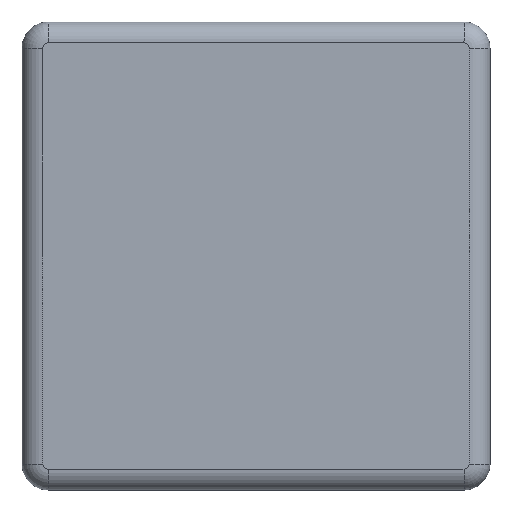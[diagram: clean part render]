
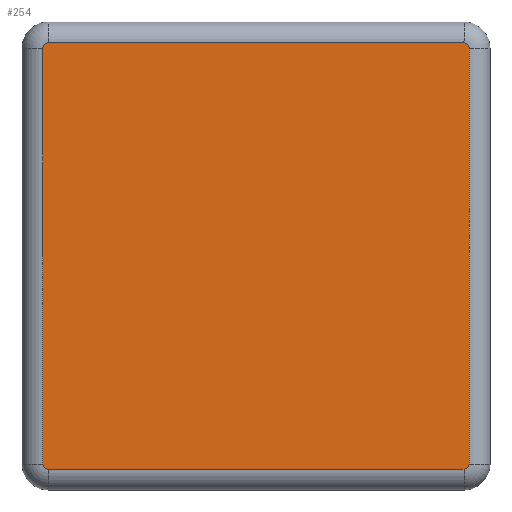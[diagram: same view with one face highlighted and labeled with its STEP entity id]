
A CAD part, front view. The second image highlights one B-rep face of the part: STEP entity #254.
In plain terms, the highlighted planar face has unit normal (0, -1, 0).
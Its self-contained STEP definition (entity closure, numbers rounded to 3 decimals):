
#209 = VERTEX_POINT ( 'NONE', #942 ) ;
#253 = VERTEX_POINT ( 'NONE', #1037 ) ;
#254 = ADVANCED_FACE ( 'NONE', ( #1040 ), #1032, .T. ) ;
#255 = VERTEX_POINT ( 'NONE', #1038 ) ;
#256 = VERTEX_POINT ( 'NONE', #1028 ) ;
#257 = VERTEX_POINT ( 'NONE', #994 ) ;
#258 = VERTEX_POINT ( 'NONE', #1031 ) ;
#259 = EDGE_CURVE ( 'NONE', #279, #256, #1029, .T. ) ;
#260 = ORIENTED_EDGE ( 'NONE', *, *, #266, .F. ) ;
#263 = EDGE_CURVE ( 'NONE', #255, #209, #1078, .T. ) ;
#264 = VERTEX_POINT ( 'NONE', #1079 ) ;
#266 = EDGE_CURVE ( 'NONE', #255, #256, #1026, .T. ) ;
#269 = ORIENTED_EDGE ( 'NONE', *, *, #273, .F. ) ;
#271 = ORIENTED_EDGE ( 'NONE', *, *, #278, .T. ) ;
#272 = EDGE_CURVE ( 'NONE', #253, #258, #1063, .T. ) ;
#273 = EDGE_CURVE ( 'NONE', #253, #264, #1068, .T. ) ;
#274 = EDGE_LOOP ( 'NONE', ( #260, #282, #276, #271, #269, #275, #288, #286 ) ) ;
#275 = ORIENTED_EDGE ( 'NONE', *, *, #272, .T. ) ;
#276 = ORIENTED_EDGE ( 'NONE', *, *, #277, .F. ) ;
#277 = EDGE_CURVE ( 'NONE', #257, #209, #1055, .T. ) ;
#278 = EDGE_CURVE ( 'NONE', #257, #264, #1057, .T. ) ;
#279 = VERTEX_POINT ( 'NONE', #1111 ) ;
#280 = EDGE_CURVE ( 'NONE', #279, #258, #1104, .T. ) ;
#282 = ORIENTED_EDGE ( 'NONE', *, *, #263, .T. ) ;
#286 = ORIENTED_EDGE ( 'NONE', *, *, #259, .T. ) ;
#288 = ORIENTED_EDGE ( 'NONE', *, *, #280, .F. ) ;
#942 = CARTESIAN_POINT ( 'NONE',  ( -20., 0., 20.5 ) ) ;
#994 = CARTESIAN_POINT ( 'NONE',  ( -20.5, 0., 20. ) ) ;
#1004 = AXIS2_PLACEMENT_3D ( 'NONE', #1046, #1045, #1036 ) ;
#1022 = DIRECTION ( 'NONE',  ( 0., 0., 1. ) ) ;
#1023 = VECTOR ( 'NONE', #1022, 1000. ) ;
#1024 = CARTESIAN_POINT ( 'NONE',  ( -20., 0., -20. ) ) ;
#1026 = CIRCLE ( 'NONE', #1073, 0.5 ) ;
#1028 = CARTESIAN_POINT ( 'NONE',  ( 20.5, 0., 20. ) ) ;
#1029 = LINE ( 'NONE', #1051, #1023 ) ;
#1030 = AXIS2_PLACEMENT_3D ( 'NONE', #1024, #1074, #1056 ) ;
#1031 = CARTESIAN_POINT ( 'NONE',  ( 20., 0., -20.5 ) ) ;
#1032 = PLANE ( 'NONE',  #1004 ) ;
#1036 = DIRECTION ( 'NONE',  ( 0., 0., -1. ) ) ;
#1037 = CARTESIAN_POINT ( 'NONE',  ( -20., 0., -20.5 ) ) ;
#1038 = CARTESIAN_POINT ( 'NONE',  ( 20., 0., 20.5 ) ) ;
#1040 = FACE_OUTER_BOUND ( 'NONE', #274, .T. ) ;
#1045 = DIRECTION ( 'NONE',  ( 0., -1., 0. ) ) ;
#1046 = CARTESIAN_POINT ( 'NONE',  ( -22.5, 0., -22.5 ) ) ;
#1051 = CARTESIAN_POINT ( 'NONE',  ( 20.5, 0., 22.5 ) ) ;
#1053 = AXIS2_PLACEMENT_3D ( 'NONE', #1067, #1113, #1112 ) ;
#1055 = CIRCLE ( 'NONE', #1053, 0.5 ) ;
#1056 = DIRECTION ( 'NONE',  ( 0., 0., -1. ) ) ;
#1057 = LINE ( 'NONE', #1110, #1109 ) ;
#1058 = CARTESIAN_POINT ( 'NONE',  ( 20., 0., -20. ) ) ;
#1060 = DIRECTION ( 'NONE',  ( 1., 0., 0. ) ) ;
#1061 = VECTOR ( 'NONE', #1060, 1000. ) ;
#1062 = CARTESIAN_POINT ( 'NONE',  ( 22.5, 0., -20.5 ) ) ;
#1063 = LINE ( 'NONE', #1062, #1061 ) ;
#1067 = CARTESIAN_POINT ( 'NONE',  ( -20., 0., 20. ) ) ;
#1068 = CIRCLE ( 'NONE', #1030, 0.5 ) ;
#1070 = DIRECTION ( 'NONE',  ( 0., 0., -1. ) ) ;
#1071 = DIRECTION ( 'NONE',  ( 0., 1., 0. ) ) ;
#1072 = CARTESIAN_POINT ( 'NONE',  ( 20., 0., 20. ) ) ;
#1073 = AXIS2_PLACEMENT_3D ( 'NONE', #1072, #1071, #1070 ) ;
#1074 = DIRECTION ( 'NONE',  ( 0., 1., 0. ) ) ;
#1076 = DIRECTION ( 'NONE',  ( -1., 0., 0. ) ) ;
#1077 = VECTOR ( 'NONE', #1076, 1000. ) ;
#1078 = LINE ( 'NONE', #1081, #1077 ) ;
#1079 = CARTESIAN_POINT ( 'NONE',  ( -20.5, 0., -20. ) ) ;
#1081 = CARTESIAN_POINT ( 'NONE',  ( -22.5, 0., 20.5 ) ) ;
#1101 = DIRECTION ( 'NONE',  ( 0., 0., -1. ) ) ;
#1102 = DIRECTION ( 'NONE',  ( 0., 1., 0. ) ) ;
#1103 = AXIS2_PLACEMENT_3D ( 'NONE', #1058, #1102, #1101 ) ;
#1104 = CIRCLE ( 'NONE', #1103, 0.5 ) ;
#1108 = DIRECTION ( 'NONE',  ( 0., 0., -1. ) ) ;
#1109 = VECTOR ( 'NONE', #1108, 1000. ) ;
#1110 = CARTESIAN_POINT ( 'NONE',  ( -20.5, 0., -22.5 ) ) ;
#1111 = CARTESIAN_POINT ( 'NONE',  ( 20.5, 0., -20. ) ) ;
#1112 = DIRECTION ( 'NONE',  ( 0., 0., -1. ) ) ;
#1113 = DIRECTION ( 'NONE',  ( 0., 1., 0. ) ) ;
